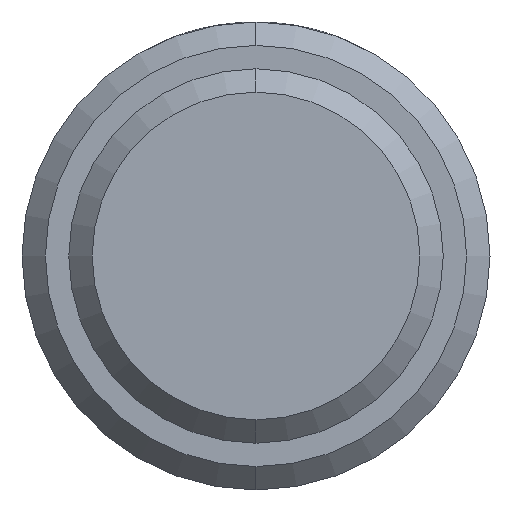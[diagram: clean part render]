
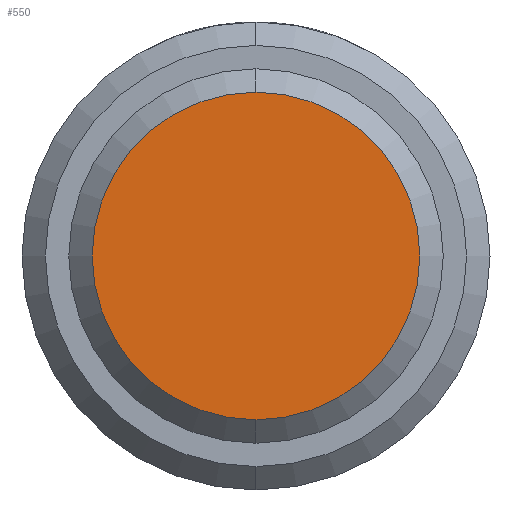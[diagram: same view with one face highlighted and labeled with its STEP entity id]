
A CAD part, left-side view. The second image highlights one B-rep face of the part: STEP entity #550.
In plain terms, the highlighted planar face has unit normal (-1, 0, 0).
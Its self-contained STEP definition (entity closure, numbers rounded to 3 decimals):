
#37 = DIRECTION ( 'NONE',  ( 0., 0., 1. ) ) ;
#48 = DIRECTION ( 'NONE',  ( -1., 0., 0. ) ) ;
#56 = AXIS2_PLACEMENT_3D ( 'NONE', #495, #740, #37 ) ;
#164 = CARTESIAN_POINT ( 'NONE',  ( -32.4, 0., 0. ) ) ;
#168 = AXIS2_PLACEMENT_3D ( 'NONE', #164, #48, #631 ) ;
#195 = EDGE_CURVE ( 'NONE', #266, #523, #318, .T. ) ;
#196 = AXIS2_PLACEMENT_3D ( 'NONE', #573, #515, #402 ) ;
#266 = VERTEX_POINT ( 'NONE', #716 ) ;
#271 = EDGE_LOOP ( 'NONE', ( #462, #297 ) ) ;
#297 = ORIENTED_EDGE ( 'NONE', *, *, #195, .T. ) ;
#318 = CIRCLE ( 'NONE', #168, 3.5 ) ;
#402 = DIRECTION ( 'NONE',  ( 0., 0., -1. ) ) ;
#420 = EDGE_CURVE ( 'NONE', #523, #266, #664, .T. ) ;
#462 = ORIENTED_EDGE ( 'NONE', *, *, #420, .T. ) ;
#495 = CARTESIAN_POINT ( 'NONE',  ( -32.4, 0., 0. ) ) ;
#515 = DIRECTION ( 'NONE',  ( -1., 0., 0. ) ) ;
#523 = VERTEX_POINT ( 'NONE', #754 ) ;
#550 = ADVANCED_FACE ( 'NONE', ( #576 ), #581, .T. ) ;
#573 = CARTESIAN_POINT ( 'NONE',  ( -32.4, 0., 0. ) ) ;
#576 = FACE_OUTER_BOUND ( 'NONE', #271, .T. ) ;
#581 = PLANE ( 'NONE',  #196 ) ;
#631 = DIRECTION ( 'NONE',  ( 0., 0., 1. ) ) ;
#664 = CIRCLE ( 'NONE', #56, 3.5 ) ;
#716 = CARTESIAN_POINT ( 'NONE',  ( -32.4, 0., 3.5 ) ) ;
#740 = DIRECTION ( 'NONE',  ( -1., 0., 0. ) ) ;
#754 = CARTESIAN_POINT ( 'NONE',  ( -32.4, 0., -3.5 ) ) ;
